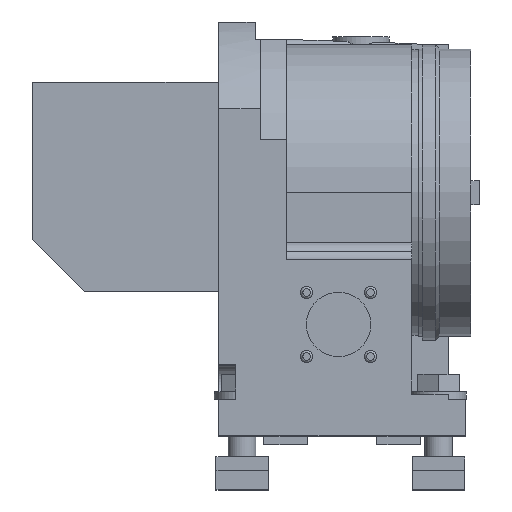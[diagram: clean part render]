
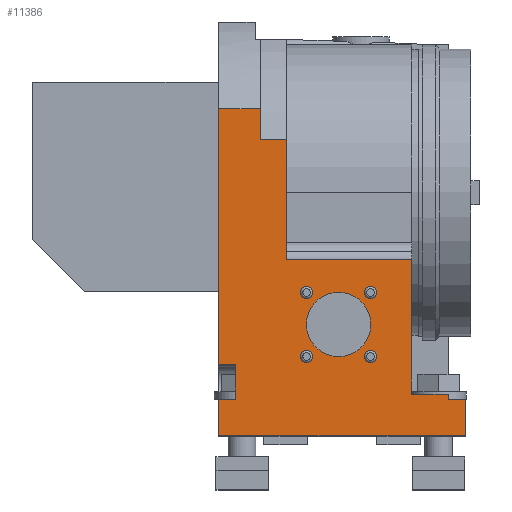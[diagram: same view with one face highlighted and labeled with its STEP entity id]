
A CAD part, top view. The second image highlights one B-rep face of the part: STEP entity #11386.
In plain terms, the highlighted planar face has unit normal (0, 0, 1).
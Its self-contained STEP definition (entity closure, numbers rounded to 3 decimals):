
#400=CIRCLE('',#11925,3.5);
#401=CIRCLE('',#11928,3.5);
#402=CIRCLE('',#11931,3.5);
#403=CIRCLE('',#11934,3.5);
#405=CIRCLE('',#11938,18.5);
#2716=ORIENTED_EDGE('',*,*,#3969,.F.);
#2717=ORIENTED_EDGE('',*,*,#3971,.F.);
#2718=ORIENTED_EDGE('',*,*,#4357,.F.);
#2719=ORIENTED_EDGE('',*,*,#4650,.T.);
#2720=ORIENTED_EDGE('',*,*,#4364,.F.);
#2721=ORIENTED_EDGE('',*,*,#4649,.T.);
#2722=ORIENTED_EDGE('',*,*,#4613,.T.);
#2723=ORIENTED_EDGE('',*,*,#4575,.T.);
#2724=ORIENTED_EDGE('',*,*,#4605,.T.);
#2725=ORIENTED_EDGE('',*,*,#4652,.T.);
#2726=ORIENTED_EDGE('',*,*,#4597,.T.);
#2727=ORIENTED_EDGE('',*,*,#4591,.T.);
#2728=ORIENTED_EDGE('',*,*,#4617,.T.);
#2729=ORIENTED_EDGE('',*,*,#3743,.T.);
#2730=ORIENTED_EDGE('',*,*,#4585,.T.);
#2731=ORIENTED_EDGE('',*,*,#4578,.T.);
#2732=ORIENTED_EDGE('',*,*,#4653,.F.);
#2733=ORIENTED_EDGE('',*,*,#4344,.F.);
#2734=ORIENTED_EDGE('',*,*,#3973,.F.);
#2735=ORIENTED_EDGE('',*,*,#3970,.F.);
#2736=ORIENTED_EDGE('',*,*,#3968,.F.);
#3743=EDGE_CURVE('',#5164,#5163,#6255,.T.);
#3968=EDGE_CURVE('',#5338,#5338,#400,.T.);
#3969=EDGE_CURVE('',#5339,#5339,#401,.T.);
#3970=EDGE_CURVE('',#5340,#5340,#402,.T.);
#3971=EDGE_CURVE('',#5341,#5341,#403,.T.);
#3973=EDGE_CURVE('',#5343,#5343,#405,.T.);
#4344=EDGE_CURVE('',#5631,#5628,#6692,.F.);
#4357=EDGE_CURVE('',#5639,#5631,#6699,.T.);
#4364=EDGE_CURVE('',#5642,#5643,#6702,.T.);
#4575=EDGE_CURVE('',#5804,#5803,#6830,.T.);
#4578=EDGE_CURVE('',#5806,#5805,#6833,.T.);
#4585=EDGE_CURVE('',#5163,#5806,#6839,.T.);
#4591=EDGE_CURVE('',#5814,#5813,#6845,.T.);
#4597=EDGE_CURVE('',#5816,#5814,#6851,.T.);
#4605=EDGE_CURVE('',#5803,#5820,#6859,.T.);
#4613=EDGE_CURVE('',#5824,#5804,#6865,.T.);
#4617=EDGE_CURVE('',#5813,#5164,#6868,.T.);
#4649=EDGE_CURVE('',#5642,#5824,#6897,.F.);
#4650=EDGE_CURVE('',#5639,#5643,#6898,.F.);
#4652=EDGE_CURVE('',#5820,#5816,#6899,.T.);
#4653=EDGE_CURVE('',#5628,#5805,#6900,.T.);
#5163=VERTEX_POINT('',#16503);
#5164=VERTEX_POINT('',#16505);
#5338=VERTEX_POINT('',#17025);
#5339=VERTEX_POINT('',#17029);
#5340=VERTEX_POINT('',#17033);
#5341=VERTEX_POINT('',#17037);
#5343=VERTEX_POINT('',#17043);
#5628=VERTEX_POINT('',#17882);
#5631=VERTEX_POINT('',#17887);
#5639=VERTEX_POINT('',#17912);
#5642=VERTEX_POINT('',#17925);
#5643=VERTEX_POINT('',#17927);
#5803=VERTEX_POINT('',#18380);
#5804=VERTEX_POINT('',#18382);
#5805=VERTEX_POINT('',#18386);
#5806=VERTEX_POINT('',#18388);
#5813=VERTEX_POINT('',#18413);
#5814=VERTEX_POINT('',#18415);
#5816=VERTEX_POINT('',#18424);
#5820=VERTEX_POINT('',#18437);
#5824=VERTEX_POINT('',#18451);
#6255=LINE('',#16504,#7253);
#6692=LINE('',#17888,#7690);
#6699=LINE('',#17913,#7697);
#6702=LINE('',#17926,#7700);
#6830=LINE('',#18381,#7828);
#6833=LINE('',#18387,#7831);
#6839=LINE('',#18401,#7837);
#6845=LINE('',#18414,#7843);
#6851=LINE('',#18423,#7849);
#6859=LINE('',#18438,#7857);
#6865=LINE('',#18450,#7863);
#6868=LINE('',#18458,#7866);
#6897=LINE('',#18521,#7895);
#6898=LINE('',#18523,#7896);
#6899=LINE('',#18545,#7897);
#6900=LINE('',#18546,#7898);
#7253=VECTOR('',#13072,1000.);
#7690=VECTOR('',#14445,1000.);
#7697=VECTOR('',#14472,1000.);
#7700=VECTOR('',#14489,1000.);
#7828=VECTOR('',#14949,1000.);
#7831=VECTOR('',#14954,1000.);
#7837=VECTOR('',#14970,1000.);
#7843=VECTOR('',#14980,1000.);
#7849=VECTOR('',#14988,1000.);
#7857=VECTOR('',#15000,1000.);
#7863=VECTOR('',#15012,1000.);
#7866=VECTOR('',#15019,1000.);
#7895=VECTOR('',#15102,1000.);
#7896=VECTOR('',#15105,1000.);
#7897=VECTOR('',#15146,1000.);
#7898=VECTOR('',#15147,1000.);
#8834=EDGE_LOOP('',(#2716));
#8835=EDGE_LOOP('',(#2717));
#8836=EDGE_LOOP('',(#2718,#2719,#2720,#2721,#2722,#2723,#2724,#2725,#2726,
#2727,#2728,#2729,#2730,#2731,#2732,#2733));
#8837=EDGE_LOOP('',(#2734));
#8838=EDGE_LOOP('',(#2735));
#8839=EDGE_LOOP('',(#2736));
#9963=FACE_BOUND('',#8834,.T.);
#9964=FACE_BOUND('',#8835,.T.);
#9965=FACE_BOUND('',#8836,.T.);
#9966=FACE_BOUND('',#8837,.T.);
#9967=FACE_BOUND('',#8838,.T.);
#9968=FACE_BOUND('',#8839,.T.);
#10727=PLANE('',#12455);
#11386=ADVANCED_FACE('',(#9963,#9964,#9965,#9966,#9967,#9968),#10727,.T.);
#11925=AXIS2_PLACEMENT_3D('',#17024,#13602,#13603);
#11928=AXIS2_PLACEMENT_3D('',#17028,#13608,#13609);
#11931=AXIS2_PLACEMENT_3D('',#17032,#13614,#13615);
#11934=AXIS2_PLACEMENT_3D('',#17036,#13620,#13621);
#11938=AXIS2_PLACEMENT_3D('',#17042,#13628,#13629);
#12455=AXIS2_PLACEMENT_3D('',#18544,#15144,#15145);
#13072=DIRECTION('',(-1.,0.,0.));
#13602=DIRECTION('',(0.,0.,1.));
#13603=DIRECTION('',(1.,0.,0.));
#13608=DIRECTION('',(0.,0.,1.));
#13609=DIRECTION('',(1.,0.,0.));
#13614=DIRECTION('',(0.,0.,1.));
#13615=DIRECTION('',(1.,0.,0.));
#13620=DIRECTION('',(0.,0.,1.));
#13621=DIRECTION('',(1.,0.,0.));
#13628=DIRECTION('',(0.,0.,1.));
#13629=DIRECTION('',(1.,0.,0.));
#14445=DIRECTION('',(-1.,0.,0.));
#14472=DIRECTION('',(0.,-1.,0.));
#14489=DIRECTION('',(0.,-1.,0.));
#14949=DIRECTION('',(1.,0.,0.));
#14954=DIRECTION('',(-1.,0.,0.));
#14970=DIRECTION('',(0.,1.,0.));
#14980=DIRECTION('',(1.,0.,0.));
#14988=DIRECTION('',(0.,-1.,0.));
#15000=DIRECTION('',(0.,-1.,0.));
#15012=DIRECTION('',(0.,-1.,0.));
#15019=DIRECTION('',(0.,1.,0.));
#15102=DIRECTION('',(1.,0.,0.));
#15105=DIRECTION('',(1.,0.,0.));
#15144=DIRECTION('',(0.,0.,1.));
#15145=DIRECTION('',(-1.,0.,0.));
#15146=DIRECTION('',(-1.,0.,0.));
#15147=DIRECTION('',(0.,-1.,0.));
#16503=CARTESIAN_POINT('',(142.27,-92.755,0.));
#16504=CARTESIAN_POINT('',(152.27,-92.755,0.));
#16505=CARTESIAN_POINT('',(152.27,-92.755,0.));
#17024=CARTESIAN_POINT('',(97.654,-68.14,0.));
#17025=CARTESIAN_POINT('',(101.154,-68.14,0.));
#17028=CARTESIAN_POINT('',(97.654,-31.37,0.));
#17029=CARTESIAN_POINT('',(101.154,-31.37,0.));
#17032=CARTESIAN_POINT('',(60.885,-31.37,0.));
#17033=CARTESIAN_POINT('',(64.385,-31.37,0.));
#17036=CARTESIAN_POINT('',(60.885,-68.14,0.));
#17037=CARTESIAN_POINT('',(64.385,-68.14,0.));
#17042=CARTESIAN_POINT('',(79.27,-49.755,0.));
#17043=CARTESIAN_POINT('',(97.77,-49.755,0.));
#17882=CARTESIAN_POINT('',(121.27,-12.586,0.));
#17887=CARTESIAN_POINT('',(49.27,-12.586,0.));
#17888=CARTESIAN_POINT('',(121.27,-12.586,0.));
#17912=CARTESIAN_POINT('',(49.27,56.659,0.));
#17913=CARTESIAN_POINT('',(49.27,124.245,0.));
#17925=CARTESIAN_POINT('',(34.27,74.245,0.));
#17926=CARTESIAN_POINT('',(34.27,124.245,0.));
#17927=CARTESIAN_POINT('',(34.27,56.659,0.));
#18380=CARTESIAN_POINT('',(20.27,-72.755,0.));
#18381=CARTESIAN_POINT('',(152.27,-72.755,0.));
#18382=CARTESIAN_POINT('',(10.27,-72.755,0.));
#18386=CARTESIAN_POINT('',(121.27,-89.755,0.));
#18387=CARTESIAN_POINT('',(152.27,-89.755,0.));
#18388=CARTESIAN_POINT('',(142.27,-89.755,0.));
#18401=CARTESIAN_POINT('',(142.27,-92.755,0.));
#18413=CARTESIAN_POINT('',(152.27,-113.755,0.));
#18414=CARTESIAN_POINT('',(10.27,-113.755,0.));
#18415=CARTESIAN_POINT('',(10.27,-113.755,0.));
#18423=CARTESIAN_POINT('',(10.27,124.245,0.));
#18424=CARTESIAN_POINT('',(10.27,-92.755,0.));
#18437=CARTESIAN_POINT('',(20.27,-92.755,0.));
#18438=CARTESIAN_POINT('',(20.27,124.245,0.));
#18450=CARTESIAN_POINT('',(10.27,124.245,0.));
#18451=CARTESIAN_POINT('',(10.27,74.245,0.));
#18458=CARTESIAN_POINT('',(152.27,-113.755,0.));
#18521=CARTESIAN_POINT('',(-178.73,74.245,0.));
#18523=CARTESIAN_POINT('',(34.27,56.659,0.));
#18544=CARTESIAN_POINT('',(152.27,124.245,0.));
#18545=CARTESIAN_POINT('',(152.27,-92.755,0.));
#18546=CARTESIAN_POINT('',(121.27,124.245,0.));
